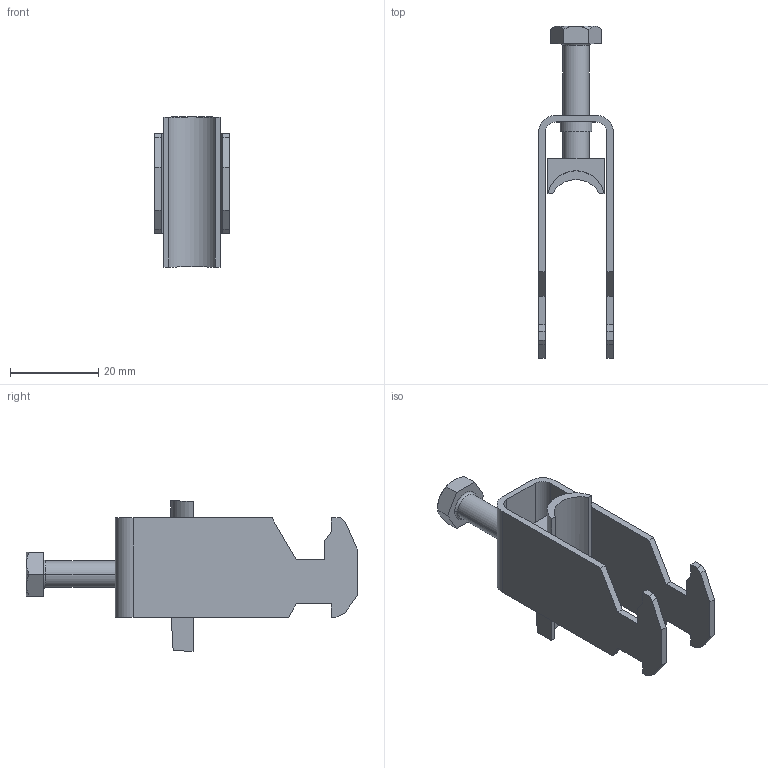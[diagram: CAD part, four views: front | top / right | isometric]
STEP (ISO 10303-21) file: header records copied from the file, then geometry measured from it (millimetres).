
FILE_DESCRIPTION (( 'STEP AP214' ), '1' );
FILE_NAME ('1186403.STEP', '2023-09-06T07:06:37', ( '' ), ( '' ), 'SwSTEP 2.0', 'SolidWorks 2022', '' );
FILE_SCHEMA (( 'AUTOMOTIVE_DESIGN' ));
Length unit declared in the file: millimetre
Products named in the file (5): 142951_M6 x 26; EB101-00-04_Standard; 157091_2fach_2Fach; EB101-02-02_Standard; 1186403
Assembly tree (4 placements, depth 2):
  1186403
    157091_2fach_2Fach
    142951_M6 x 26
    EB101-00-04_Standard
    EB101-02-02_Standard
Bounding box: 17 x 75.25 x 34.03 mm (x, y, z)
Volume: 6216.5 mm3; surface area: 8856.8 mm2
Topology: 4 solids, 4 shells, 263 faces, 676 edges, 442 vertices
Faces by surface type: plane 174, cylinder 38, bspline 35, cone 12, torus 4
Entity records: 9700 total; most frequent: CARTESIAN_POINT 3299, ORIENTED_EDGE 1344, DIRECTION 1156, EDGE_CURVE 672, VECTOR 462, LINE 462, VERTEX_POINT 442, AXIS2_PLACEMENT_3D 347
